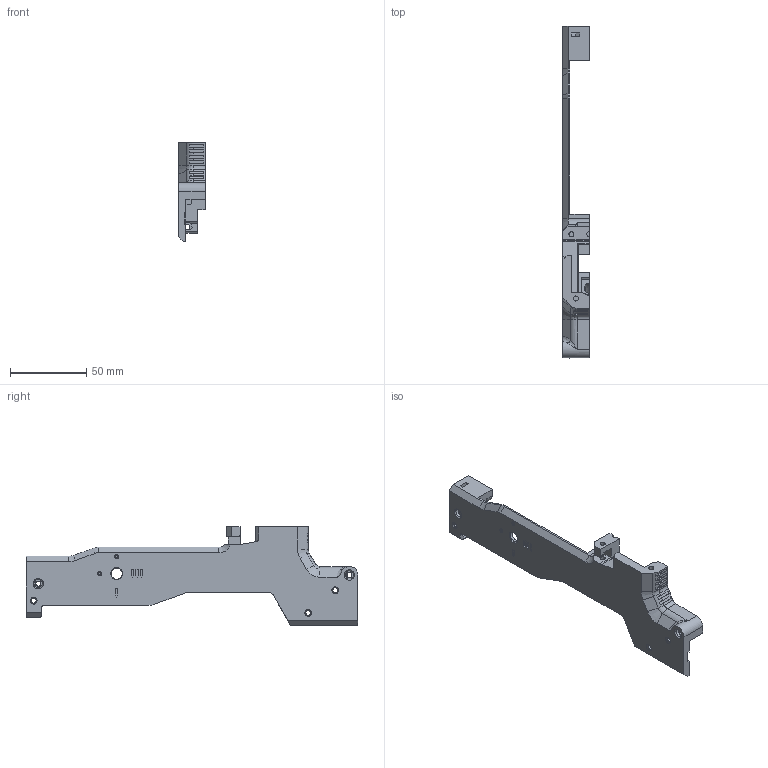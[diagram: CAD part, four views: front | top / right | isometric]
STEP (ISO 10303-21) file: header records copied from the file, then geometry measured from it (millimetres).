
FILE_DESCRIPTION(/* description */ (''),/* implementation_level */ '2;1');
FILE_NAME(/* name */ '14. Receiver Left Flat.step',/* time_stamp */ '2023-09-05T19:31:49+01:00',/* author */ (''),/* organization */ (''),/* preprocessor_version */ 'ST-DEVELOPER v20',/* originating_system */ 'Autodesk Translation Framework v12.9.0.99',/* authorisation */ '');
FILE_SCHEMA (('AUTOMOTIVE_DESIGN { 1 0 10303 214 3 1 1 }'));
Length unit declared in the file: millimetre
Products named in the file (1): 14. Receiver Left Flat
Bounding box: 17.5 x 218.24 x 64.94 mm (x, y, z)
Volume: 55956 mm3; surface area: 26006.8 mm2
Topology: 1 solids, 1 shells, 356 faces, 982 edges, 645 vertices
Faces by surface type: plane 277, cylinder 45, bspline 19, cone 15
Full cylindrical faces by diameter (mm): 3.3 x11, 5.6 x2, 7.2 x1, 9.6 x1, 12 x1
Entity records: 11888 total; most frequent: CARTESIAN_POINT 2776, ORIENTED_EDGE 1962, DIRECTION 1742, EDGE_CURVE 981, LINE 778, VECTOR 778, VERTEX_POINT 645, AXIS2_PLACEMENT_3D 482
